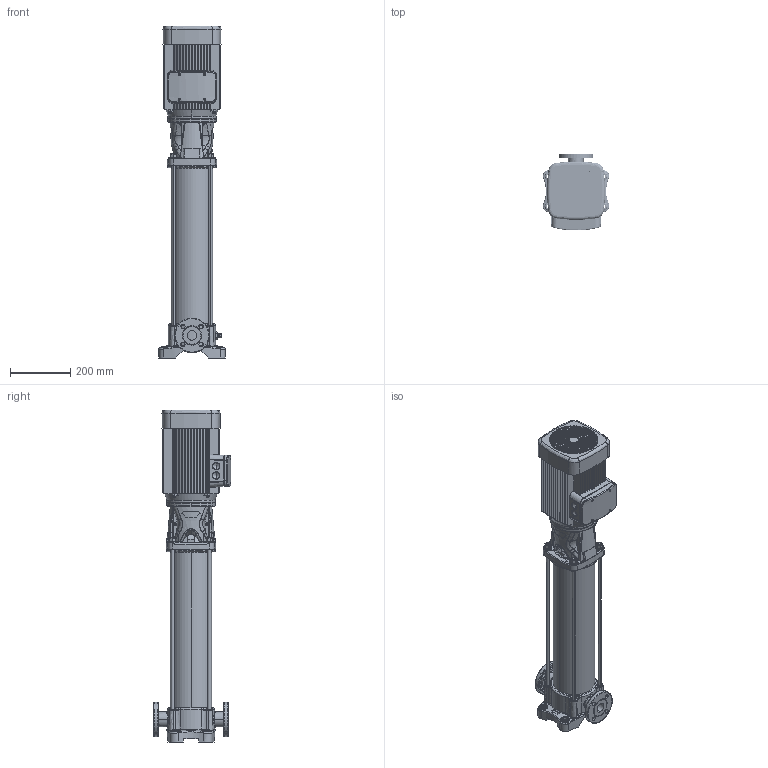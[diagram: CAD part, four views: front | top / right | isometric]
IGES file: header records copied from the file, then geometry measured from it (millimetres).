
Global section: file name: 015P2181 (RMV 5-20F); native system: AutoCAD 2021 — Русский (Russian),62HAutod; preprocessor: esk Translation Framework DWG producer (atf_dwg_producer); organization: unknown; date: 20240901.215954; units: millimetre
Bounding box: 219.98 x 256.62 x 1102 mm (x, y, z)
Volume: 12634874.3 mm3; surface area: 1727131.5 mm2
Topology: 39 solids, 41 shells, 3188 faces, 13820 edges, 11317 vertices
Faces by surface type: bspline 3056, revolution 132
